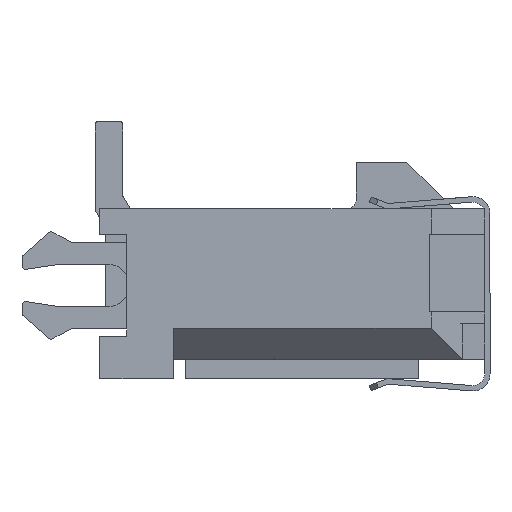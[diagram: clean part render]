
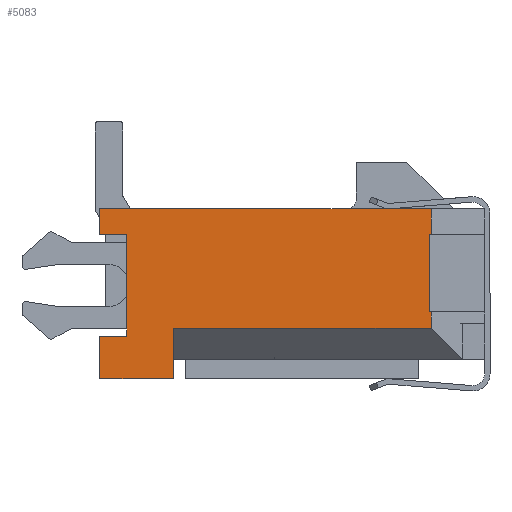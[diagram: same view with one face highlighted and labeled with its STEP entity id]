
A CAD part, left-side view. The second image highlights one B-rep face of the part: STEP entity #5083.
In plain terms, the highlighted planar face has unit normal (-1, 0, 0).
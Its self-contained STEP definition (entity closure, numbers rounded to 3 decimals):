
#540=ORIENTED_EDGE('',*,*,#1973,.T.);
#541=ORIENTED_EDGE('',*,*,#1974,.T.);
#542=ORIENTED_EDGE('',*,*,#1975,.F.);
#543=ORIENTED_EDGE('',*,*,#1976,.T.);
#544=ORIENTED_EDGE('',*,*,#1977,.F.);
#545=ORIENTED_EDGE('',*,*,#1978,.F.);
#546=ORIENTED_EDGE('',*,*,#1979,.F.);
#547=ORIENTED_EDGE('',*,*,#1980,.T.);
#548=ORIENTED_EDGE('',*,*,#1981,.F.);
#549=ORIENTED_EDGE('',*,*,#1785,.T.);
#550=ORIENTED_EDGE('',*,*,#1982,.T.);
#551=ORIENTED_EDGE('',*,*,#1983,.T.);
#552=ORIENTED_EDGE('',*,*,#1984,.T.);
#553=ORIENTED_EDGE('',*,*,#1985,.T.);
#1785=EDGE_CURVE('',#2532,#2531,#3028,.T.);
#1973=EDGE_CURVE('',#2666,#2667,#3216,.T.);
#1974=EDGE_CURVE('',#2667,#2668,#3217,.T.);
#1975=EDGE_CURVE('',#2669,#2668,#3218,.T.);
#1976=EDGE_CURVE('',#2669,#2670,#3219,.T.);
#1977=EDGE_CURVE('',#2671,#2670,#3220,.T.);
#1978=EDGE_CURVE('',#2672,#2671,#3221,.T.);
#1979=EDGE_CURVE('',#2673,#2672,#3222,.T.);
#1980=EDGE_CURVE('',#2673,#2674,#3223,.T.);
#1981=EDGE_CURVE('',#2532,#2674,#3224,.T.);
#1982=EDGE_CURVE('',#2531,#2675,#3225,.T.);
#1983=EDGE_CURVE('',#2675,#2676,#3226,.T.);
#1984=EDGE_CURVE('',#2676,#2677,#3227,.T.);
#1985=EDGE_CURVE('',#2677,#2666,#3228,.T.);
#2531=VERTEX_POINT('',#7295);
#2532=VERTEX_POINT('',#7297);
#2666=VERTEX_POINT('',#7656);
#2667=VERTEX_POINT('',#7657);
#2668=VERTEX_POINT('',#7659);
#2669=VERTEX_POINT('',#7661);
#2670=VERTEX_POINT('',#7663);
#2671=VERTEX_POINT('',#7665);
#2672=VERTEX_POINT('',#7667);
#2673=VERTEX_POINT('',#7669);
#2674=VERTEX_POINT('',#7671);
#2675=VERTEX_POINT('',#7674);
#2676=VERTEX_POINT('',#7676);
#2677=VERTEX_POINT('',#7678);
#3028=LINE('',#7296,#3697);
#3216=LINE('',#7655,#3885);
#3217=LINE('',#7658,#3886);
#3218=LINE('',#7660,#3887);
#3219=LINE('',#7662,#3888);
#3220=LINE('',#7664,#3889);
#3221=LINE('',#7666,#3890);
#3222=LINE('',#7668,#3891);
#3223=LINE('',#7670,#3892);
#3224=LINE('',#7672,#3893);
#3225=LINE('',#7673,#3894);
#3226=LINE('',#7675,#3895);
#3227=LINE('',#7677,#3896);
#3228=LINE('',#7679,#3897);
#3697=VECTOR('',#5835,1000.);
#3885=VECTOR('',#6097,1000.);
#3886=VECTOR('',#6098,1000.);
#3887=VECTOR('',#6099,1000.);
#3888=VECTOR('',#6100,1000.);
#3889=VECTOR('',#6101,1000.);
#3890=VECTOR('',#6102,1000.);
#3891=VECTOR('',#6103,1000.);
#3892=VECTOR('',#6104,1000.);
#3893=VECTOR('',#6105,1000.);
#3894=VECTOR('',#6106,1000.);
#3895=VECTOR('',#6107,1000.);
#3896=VECTOR('',#6108,1000.);
#3897=VECTOR('',#6109,1000.);
#4320=EDGE_LOOP('',(#540,#541,#542,#543,#544,#545,#546,#547,#548,#549,#550,
#551,#552,#553));
#4595=FACE_BOUND('',#4320,.T.);
#4861=PLANE('',#5396);
#5083=ADVANCED_FACE('',(#4595),#4861,.T.);
#5396=AXIS2_PLACEMENT_3D('',#7654,#6095,#6096);
#5835=DIRECTION('',(0.,1.,0.));
#6095=DIRECTION('',(-1.,0.,0.));
#6096=DIRECTION('',(0.,0.,1.));
#6097=DIRECTION('',(0.,0.,-1.));
#6098=DIRECTION('',(0.,-1.,0.));
#6099=DIRECTION('',(0.,0.,-1.));
#6100=DIRECTION('',(0.,-1.,0.));
#6101=DIRECTION('',(0.,0.,-1.));
#6102=DIRECTION('',(0.,-1.,0.));
#6103=DIRECTION('',(0.,0.,-1.));
#6104=DIRECTION('',(0.,-1.,0.));
#6105=DIRECTION('',(0.,0.,-1.));
#6106=DIRECTION('',(0.,0.,-1.));
#6107=DIRECTION('',(0.,-1.,0.));
#6108=DIRECTION('',(0.,0.,-1.));
#6109=DIRECTION('',(0.,1.,0.));
#7295=CARTESIAN_POINT('',(-6.325,4.95,2.185));
#7296=CARTESIAN_POINT('',(-6.325,-4.95,2.185));
#7297=CARTESIAN_POINT('',(-6.325,-3.575,2.185));
#7654=CARTESIAN_POINT('',(-6.325,0.,0.));
#7655=CARTESIAN_POINT('',(-6.325,4.95,2.185));
#7656=CARTESIAN_POINT('',(-6.325,4.95,-1.085));
#7657=CARTESIAN_POINT('',(-6.325,4.95,-2.185));
#7658=CARTESIAN_POINT('',(-6.325,4.95,-2.185));
#7659=CARTESIAN_POINT('',(-6.325,3.05,-2.185));
#7660=CARTESIAN_POINT('',(-6.325,3.05,-1.685));
#7661=CARTESIAN_POINT('',(-6.325,3.05,-0.885));
#7662=CARTESIAN_POINT('',(-6.325,0.,-0.885));
#7663=CARTESIAN_POINT('',(-6.325,-3.575,-0.885));
#7664=CARTESIAN_POINT('',(-6.325,-3.575,0.));
#7665=CARTESIAN_POINT('',(-6.325,-3.575,-0.465));
#7666=CARTESIAN_POINT('',(-6.325,-3.536,-0.465));
#7667=CARTESIAN_POINT('',(-6.325,-3.536,-0.465));
#7668=CARTESIAN_POINT('',(-6.325,-3.536,1.535));
#7669=CARTESIAN_POINT('',(-6.325,-3.536,1.535));
#7670=CARTESIAN_POINT('',(-6.325,-3.536,1.535));
#7671=CARTESIAN_POINT('',(-6.325,-3.575,1.535));
#7672=CARTESIAN_POINT('',(-6.325,-3.575,0.));
#7673=CARTESIAN_POINT('',(-6.325,4.95,2.185));
#7674=CARTESIAN_POINT('',(-6.325,4.95,1.515));
#7675=CARTESIAN_POINT('',(-6.325,0.,1.515));
#7676=CARTESIAN_POINT('',(-6.325,4.25,1.515));
#7677=CARTESIAN_POINT('',(-6.325,4.25,0.));
#7678=CARTESIAN_POINT('',(-6.325,4.25,-1.085));
#7679=CARTESIAN_POINT('',(-6.325,0.,-1.085));
